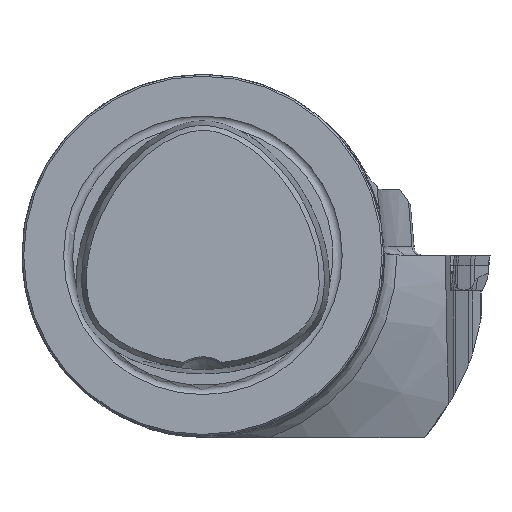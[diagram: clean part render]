
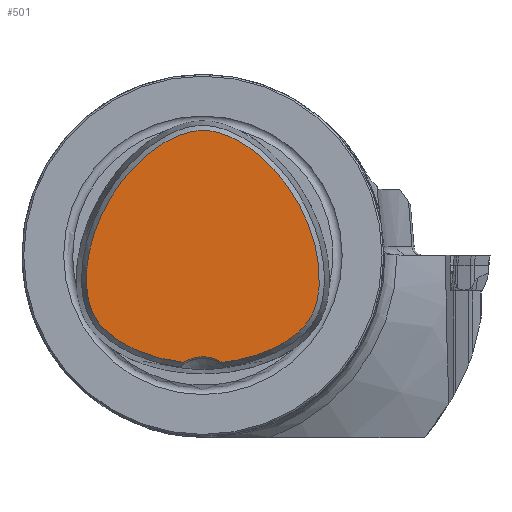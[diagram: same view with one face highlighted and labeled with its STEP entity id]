
A CAD part, top view. The second image highlights one B-rep face of the part: STEP entity #501.
In plain terms, the highlighted planar face has unit normal (0, 0, 1).
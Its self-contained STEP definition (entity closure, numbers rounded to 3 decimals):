
#263=B_SPLINE_CURVE_WITH_KNOTS('',3,(#4394,#4395,#4396,#4397,#4398,#4399,
#4400,#4401,#4402,#4403,#4404,#4405,#4406,#4407,#4408,#4409,#4410,#4411,
#4412,#4413,#4414,#4415,#4416,#4417,#4418,#4419,#4420,#4421,#4422,#4423,
#4424,#4425,#4426,#4427,#4428,#4429,#4430,#4431,#4432,#4433,#4434,#4435,
#4436,#4437,#4438,#4439,#4440,#4441,#4442,#4443,#4444,#4445,#4446,#4447,
#4448,#4449,#4450,#4451,#4452,#4453,#4454,#4455,#4456,#4457,#4458,#4459,
#4460,#4461,#4462,#4463,#4464),.UNSPECIFIED.,.T.,.F.,(1,1,2,1,1,1,1,1,1,
1,1,1,1,1,1,1,1,1,1,1,1,1,1,1,1,1,1,1,1,1,1,1,1,1,1,1,1,1,1,1,1,1,1,1,1,
1,1,1,1,1,1,1,1,1,1,1,1,1,1,1,1,1,1,1,1,1,1,1,1,1,2,1,1),(-0.031,-0.016,
0.,0.016,0.031,0.063,0.078,0.094,0.109,0.125,0.133,0.141,
0.148,0.156,0.164,0.172,0.18,0.188,0.195,0.203,
0.219,0.234,0.25,0.266,0.281,0.313,0.344,0.359,0.375,0.406,
0.422,0.438,0.453,0.469,0.484,0.492,0.5,0.508,0.516,
0.531,0.547,0.563,0.578,0.594,0.625,0.641,0.656,0.688,
0.719,0.734,0.75,0.766,0.781,0.797,0.805,0.813,0.82,
0.828,0.836,0.844,0.852,0.859,0.867,0.875,0.891,
0.906,0.922,0.938,0.969,0.984,1.,1.016,1.031),
 .UNSPECIFIED.);
#430=CIRCLE('',#2978,6.25);
#501=ADVANCED_FACE('CU_E_LO_SU_2',(#716),#648,.T.);
#648=PLANE('',#2979);
#716=FACE_OUTER_BOUND('',#869,.T.);
#869=EDGE_LOOP('',(#1134,#1135));
#1134=ORIENTED_EDGE('',*,*,#2230,.F.);
#1135=ORIENTED_EDGE('',*,*,#2232,.T.);
#1938=VERTEX_POINT('',#4393);
#1939=VERTEX_POINT('',#4465);
#2230=EDGE_CURVE('',#1938,#1939,#263,.T.);
#2232=EDGE_CURVE('',#1938,#1939,#430,.T.);
#2978=AXIS2_PLACEMENT_3D('',#4683,#3258,#3259);
#2979=AXIS2_PLACEMENT_3D('',#4684,#3260,#3261);
#3258=DIRECTION('',(0.,0.,-1.));
#3259=DIRECTION('',(-1.,0.,0.));
#3260=DIRECTION('',(0.,0.,1.));
#3261=DIRECTION('',(-1.,0.,0.));
#4393=CARTESIAN_POINT('',(-3.336,-18.715,38.));
#4394=CARTESIAN_POINT('',(0.692,-18.892,38.));
#4395=CARTESIAN_POINT('',(-0.692,-18.892,38.));
#4396=CARTESIAN_POINT('',(-2.048,-18.848,38.));
#4397=CARTESIAN_POINT('',(-4.776,-18.58,38.));
#4398=CARTESIAN_POINT('',(-7.432,-18.048,38.));
#4399=CARTESIAN_POINT('',(-10.028,-17.228,38.));
#4400=CARTESIAN_POINT('',(-11.903,-16.471,38.));
#4401=CARTESIAN_POINT('',(-13.693,-15.564,38.));
#4402=CARTESIAN_POINT('',(-15.082,-14.681,38.));
#4403=CARTESIAN_POINT('',(-16.125,-13.885,38.));
#4404=CARTESIAN_POINT('',(-16.853,-13.252,38.));
#4405=CARTESIAN_POINT('',(-17.521,-12.579,38.));
#4406=CARTESIAN_POINT('',(-18.121,-11.867,38.));
#4407=CARTESIAN_POINT('',(-18.644,-11.115,38.));
#4408=CARTESIAN_POINT('',(-19.086,-10.318,38.));
#4409=CARTESIAN_POINT('',(-19.451,-9.473,38.));
#4410=CARTESIAN_POINT('',(-19.745,-8.583,38.));
#4411=CARTESIAN_POINT('',(-19.971,-7.656,38.));
#4412=CARTESIAN_POINT('',(-20.192,-6.373,38.));
#4413=CARTESIAN_POINT('',(-20.319,-4.741,38.));
#4414=CARTESIAN_POINT('',(-20.272,-2.742,38.));
#4415=CARTESIAN_POINT('',(-20.046,-0.737,38.));
#4416=CARTESIAN_POINT('',(-19.658,1.256,38.));
#4417=CARTESIAN_POINT('',(-18.94,3.888,38.));
#4418=CARTESIAN_POINT('',(-17.704,7.063,38.));
#4419=CARTESIAN_POINT('',(-16.063,10.054,38.));
#4420=CARTESIAN_POINT('',(-14.516,12.317,38.));
#4421=CARTESIAN_POINT('',(-12.825,14.47,38.));
#4422=CARTESIAN_POINT('',(-10.947,16.416,38.));
#4423=CARTESIAN_POINT('',(-8.854,18.144,38.));
#4424=CARTESIAN_POINT('',(-7.201,19.293,38.));
#4425=CARTESIAN_POINT('',(-5.468,20.274,38.));
#4426=CARTESIAN_POINT('',(-3.67,21.05,38.));
#4427=CARTESIAN_POINT('',(-2.148,21.48,38.));
#4428=CARTESIAN_POINT('',(-0.912,21.662,38.));
#4429=CARTESIAN_POINT('',(0.,21.708,38.));
#4430=CARTESIAN_POINT('',(0.912,21.662,38.));
#4431=CARTESIAN_POINT('',(2.148,21.48,38.));
#4432=CARTESIAN_POINT('',(3.67,21.05,38.));
#4433=CARTESIAN_POINT('',(5.468,20.274,38.));
#4434=CARTESIAN_POINT('',(7.201,19.293,38.));
#4435=CARTESIAN_POINT('',(8.854,18.144,38.));
#4436=CARTESIAN_POINT('',(10.947,16.416,38.));
#4437=CARTESIAN_POINT('',(12.825,14.47,38.));
#4438=CARTESIAN_POINT('',(14.516,12.317,38.));
#4439=CARTESIAN_POINT('',(16.063,10.054,38.));
#4440=CARTESIAN_POINT('',(17.704,7.063,38.));
#4441=CARTESIAN_POINT('',(18.94,3.888,38.));
#4442=CARTESIAN_POINT('',(19.658,1.256,38.));
#4443=CARTESIAN_POINT('',(20.046,-0.737,38.));
#4444=CARTESIAN_POINT('',(20.272,-2.742,38.));
#4445=CARTESIAN_POINT('',(20.319,-4.741,38.));
#4446=CARTESIAN_POINT('',(20.192,-6.373,38.));
#4447=CARTESIAN_POINT('',(19.971,-7.656,38.));
#4448=CARTESIAN_POINT('',(19.745,-8.583,38.));
#4449=CARTESIAN_POINT('',(19.451,-9.473,38.));
#4450=CARTESIAN_POINT('',(19.086,-10.318,38.));
#4451=CARTESIAN_POINT('',(18.644,-11.115,38.));
#4452=CARTESIAN_POINT('',(18.121,-11.867,38.));
#4453=CARTESIAN_POINT('',(17.521,-12.579,38.));
#4454=CARTESIAN_POINT('',(16.853,-13.252,38.));
#4455=CARTESIAN_POINT('',(16.125,-13.885,38.));
#4456=CARTESIAN_POINT('',(15.082,-14.681,38.));
#4457=CARTESIAN_POINT('',(13.693,-15.564,38.));
#4458=CARTESIAN_POINT('',(11.903,-16.471,38.));
#4459=CARTESIAN_POINT('',(10.028,-17.228,38.));
#4460=CARTESIAN_POINT('',(7.432,-18.048,38.));
#4461=CARTESIAN_POINT('',(4.776,-18.58,38.));
#4462=CARTESIAN_POINT('',(2.048,-18.848,38.));
#4463=CARTESIAN_POINT('',(0.692,-18.892,38.));
#4464=CARTESIAN_POINT('',(-0.692,-18.892,38.));
#4465=CARTESIAN_POINT('',(3.336,-18.715,38.));
#4683=CARTESIAN_POINT('',(0.,-24.,38.));
#4684=CARTESIAN_POINT('',(0.,0.,38.));
